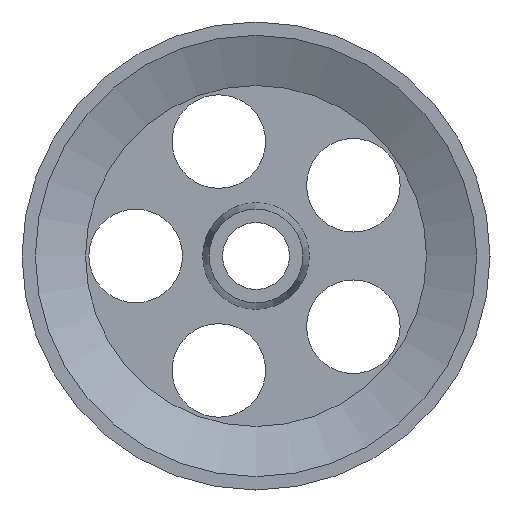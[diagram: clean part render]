
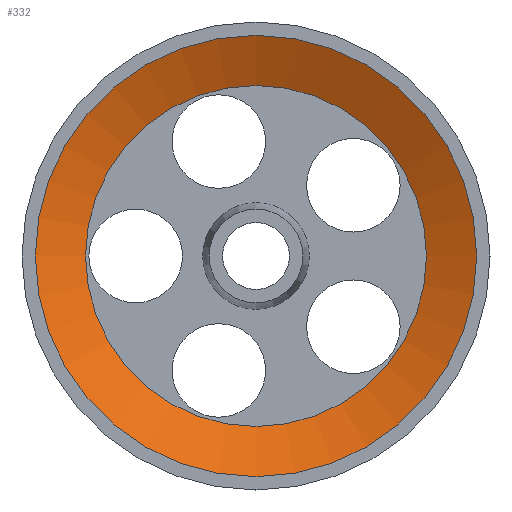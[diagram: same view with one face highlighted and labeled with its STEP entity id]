
A CAD part, left-side view. The second image highlights one B-rep face of the part: STEP entity #332.
In plain terms, the highlighted conical face has half-angle 65 degrees and reference radius 33 mm.
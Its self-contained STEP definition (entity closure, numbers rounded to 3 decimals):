
#34 = CONICAL_SURFACE ( 'NONE', #561, 33., 1.134 ) ;
#39 = FACE_BOUND ( 'NONE', #448, .T. ) ;
#68 = AXIS2_PLACEMENT_3D ( 'NONE', #539, #440, #641 ) ;
#118 = FACE_OUTER_BOUND ( 'NONE', #309, .T. ) ;
#166 = CIRCLE ( 'NONE', #335, 25.5 ) ;
#172 = CARTESIAN_POINT ( 'NONE',  ( -8., 0., 33. ) ) ;
#183 = CARTESIAN_POINT ( 'NONE',  ( -4.503, 0., 0. ) ) ;
#210 = CARTESIAN_POINT ( 'NONE',  ( -4.503, 0., 25.5 ) ) ;
#212 = ORIENTED_EDGE ( 'NONE', *, *, #643, .T. ) ;
#269 = DIRECTION ( 'NONE',  ( 0., 0., 1. ) ) ;
#309 = EDGE_LOOP ( 'NONE', ( #212 ) ) ;
#332 = ADVANCED_FACE ( 'NONE', ( #39, #118 ), #34, .F. ) ;
#335 = AXIS2_PLACEMENT_3D ( 'NONE', #183, #479, #530 ) ;
#369 = CARTESIAN_POINT ( 'NONE',  ( -8., 0., 0. ) ) ;
#376 = DIRECTION ( 'NONE',  ( -1., 0., 0. ) ) ;
#440 = DIRECTION ( 'NONE',  ( -1., 0., 0. ) ) ;
#448 = EDGE_LOOP ( 'NONE', ( #628 ) ) ;
#452 = VERTEX_POINT ( 'NONE', #210 ) ;
#463 = VERTEX_POINT ( 'NONE', #172 ) ;
#479 = DIRECTION ( 'NONE',  ( -1., 0., 0. ) ) ;
#530 = DIRECTION ( 'NONE',  ( 0., 0., 1. ) ) ;
#531 = EDGE_CURVE ( 'NONE', #452, #452, #166, .T. ) ;
#539 = CARTESIAN_POINT ( 'NONE',  ( -8., 0., 0. ) ) ;
#561 = AXIS2_PLACEMENT_3D ( 'NONE', #369, #376, #269 ) ;
#574 = CIRCLE ( 'NONE', #68, 33. ) ;
#628 = ORIENTED_EDGE ( 'NONE', *, *, #531, .F. ) ;
#641 = DIRECTION ( 'NONE',  ( 0., 0., 1. ) ) ;
#643 = EDGE_CURVE ( 'NONE', #463, #463, #574, .T. ) ;
